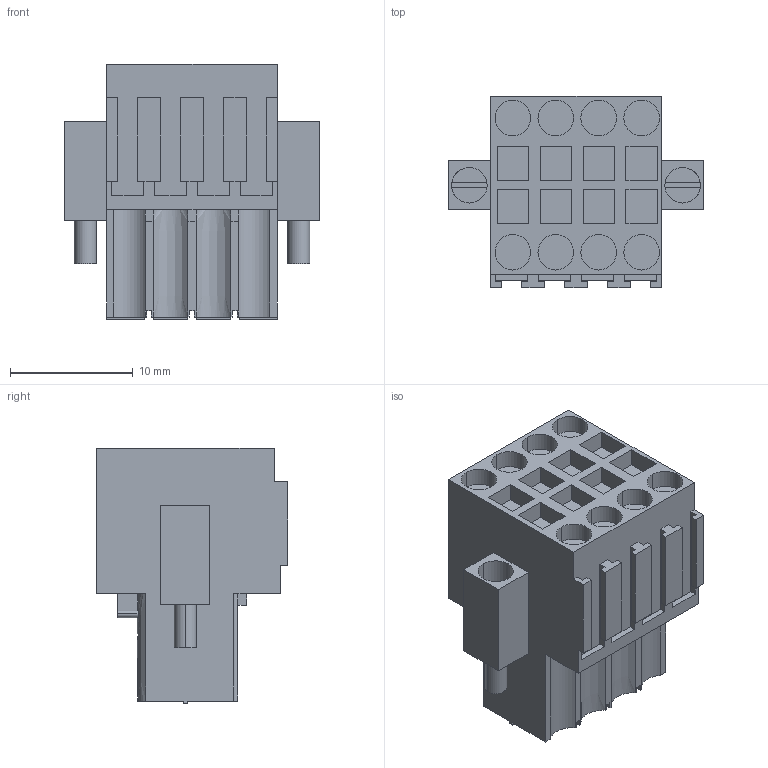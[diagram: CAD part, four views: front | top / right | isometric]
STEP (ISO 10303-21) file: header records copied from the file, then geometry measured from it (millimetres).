
FILE_DESCRIPTION(('CATIA V5 STEP Exchange','CAx-IF Rec.Pracs.--- Model Styling and Organization---1.2---2011-12-15'),'2;1');
FILE_NAME ('D1459963_0_1944680000_1944680000.stp','2017-04-20T09:42:39+00:00',('none'),('Weidmueller'),'CATIA Version 5-6 Release 2014','CATIA V5 STEP AP214','none');
FILE_SCHEMA(('AUTOMOTIVE_DESIGN { 1 0 10303 214 1 1 1 1 }'));
Length unit declared in the file: millimetre
Products named in the file (1): 1944680000
Bounding box: 20.8 x 15.6 x 20.8 mm (x, y, z)
Volume: 3333.7 mm3; surface area: 2487.7 mm2
Topology: 3 solids, 3 shells, 354 faces, 960 edges, 648 vertices
Faces by surface type: plane 298, cylinder 50, extrusion 6
Entity records: 10664 total; most frequent: CARTESIAN_POINT 2119, ORIENTED_EDGE 1920, DIRECTION 1439, EDGE_CURVE 960, VECTOR 830, LINE 824, VERTEX_POINT 648, EDGE_LOOP 394
